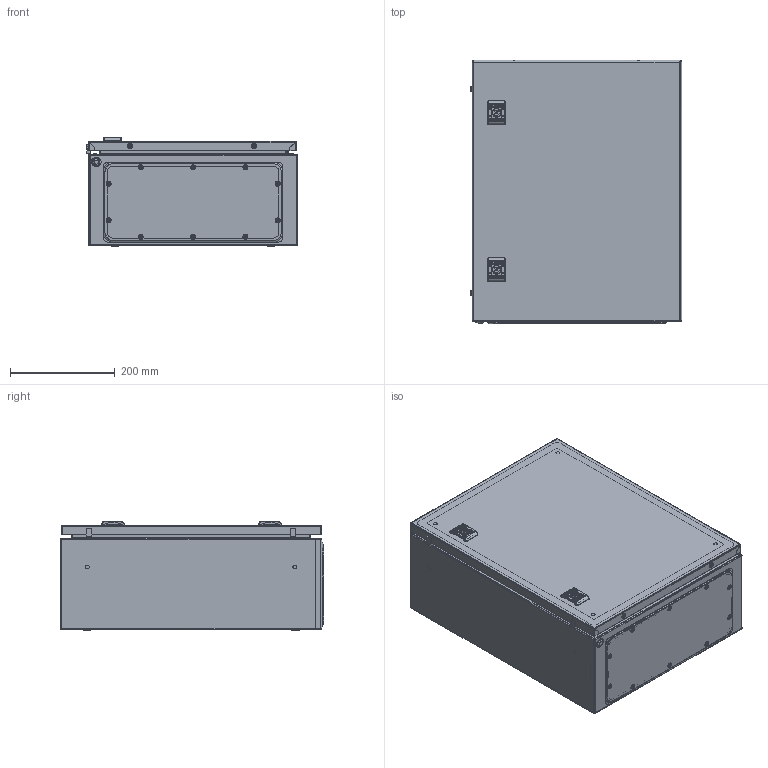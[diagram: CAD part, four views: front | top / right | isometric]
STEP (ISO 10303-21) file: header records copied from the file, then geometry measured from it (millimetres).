
FILE_DESCRIPTION (( 'STEP AP203' ), '1' );
FILE_NAME ('R5ST0542WMP.STEP', '2020-07-07T08:07:05', ( '' ), ( '' ), 'SwSTEP 2.0', 'SolidWorks 2019', '' );
FILE_SCHEMA (( 'CONFIG_CONTROL_DESIGN' ));
Length unit declared in the file: millimetre
Products named in the file (36): PF 7,5x15 door ST_new_0500x0400; RB.0048.01.02.0_07 (rotated); AC00C317; RB.0048.01.01.0_-12 (500x400x200); BOX01-R_Defaulf; RB.0048.02.00.0 C縫-12 (500x400x200); AC00C399; Ì6õ20-A5100001_straight; AC00C344_AC00C344; R5ST0542WMP; AC00C061_AC00C061; AC00C503-R_AC00C503-R; AC00C524-R_handle CE; RB.0048.02.01.0; AC00C383; RB.0048.03.01.0_-08 (500x400); M4x10 DIN 7500M PZ cl.4,8 Zinc_straight; M4x8 GOST 17475-80 (DIN 965)_straight; AC00C398; AC00C348-R_mounted; RB.0048.11.00.0 C縫02 with screw; AC00C112; PF 4x8 flange ST_02; AC00C356_AC00c356(A7100031); A7100032-R_mounted; AC00C401_AC00C401; M6x10-A1100004_straight; RB.0048.04.00.0 捘_-08 (500x400); Ì6õ12-A5100231_straight; RB.0048.03.00.0 捘_-08 (500x400); RB.0048.01.00.0 CÁ_-12 (500å400å200); AC00C380; Ac00c316; RB.0048.11.01.0_02; AC00C343-R_AC00C343-R
Assembly tree (74 placements, depth 4):
  R5ST0542WMP
    RB.0048.02.00.0 C縫-12 (500x400x200)
      RB.0048.01.00.0 CÁ_-12 (500å400å200)
        RB.0048.01.01.0_-12 (500x400x200)
        RB.0048.01.02.0_07 (rotated)
        Ì6õ20-A5100001_straight  x4
        Ì6õ12-A5100231_straight  x4
      AC00C317  x4
      Ac00c316
      AC00C383  x2
      RB.0048.02.01.0  x2
      AC00C399  x2
      M4x8 GOST 17475-80 (DIN 965)_straight  x4
      AC00C061_AC00C061  x4
    RB.0048.11.00.0 C縫02 with screw
      RB.0048.11.01.0_02
      PF 4x8 flange ST_02
      M4x10 DIN 7500M PZ cl.4,8 Zinc_straight  x2
    AC00C401_AC00C401  x2
    RB.0048.04.00.0 捘_-08 (500x400)
      RB.0048.03.00.0 捘_-08 (500x400)
        RB.0048.03.01.0_-08 (500x400)
        AC00C398  x2
        Ì6õ12-A5100231_straight  x4
      BOX01-R_Defaulf
        AC00C503-R_AC00C503-R
        AC00C343-R_AC00C343-R
        A7100032-R_mounted
        AC00C348-R_mounted
        AC00C524-R_handle CE
        M6x10-A1100004_straight
      AC00C344_AC00C344  x2
      AC00C112  x4
      AC00C061_AC00C061  x2
      PF 7,5x15 door ST_new_0500x0400
      AC00C356_AC00c356(A7100031)  x2
      BOX01-R_Defaulf
        AC00C503-R_AC00C503-R
        AC00C343-R_AC00C343-R
        A7100032-R_mounted
        AC00C348-R_mounted
        AC00C524-R_handle CE
        M6x10-A1100004_straight
    AC00C380  x2
Bounding box: 404.17 x 503.5 x 208.77 mm (x, y, z)
Volume: 1242321.5 mm3; surface area: 1822426 mm2
Topology: 107 solids, 107 shells, 2736 faces, 6551 edges, 4159 vertices
Faces by surface type: plane 1385, cylinder 641, bspline 286, cone 202, torus 200, sphere 22
Entity records: 56164 total; most frequent: CARTESIAN_POINT 14977, ORIENTED_EDGE 7568, DIRECTION 7348, EDGE_CURVE 3784, AXIS2_PLACEMENT_3D 2584, VERTEX_POINT 2381, LINE 2180, VECTOR 2180
